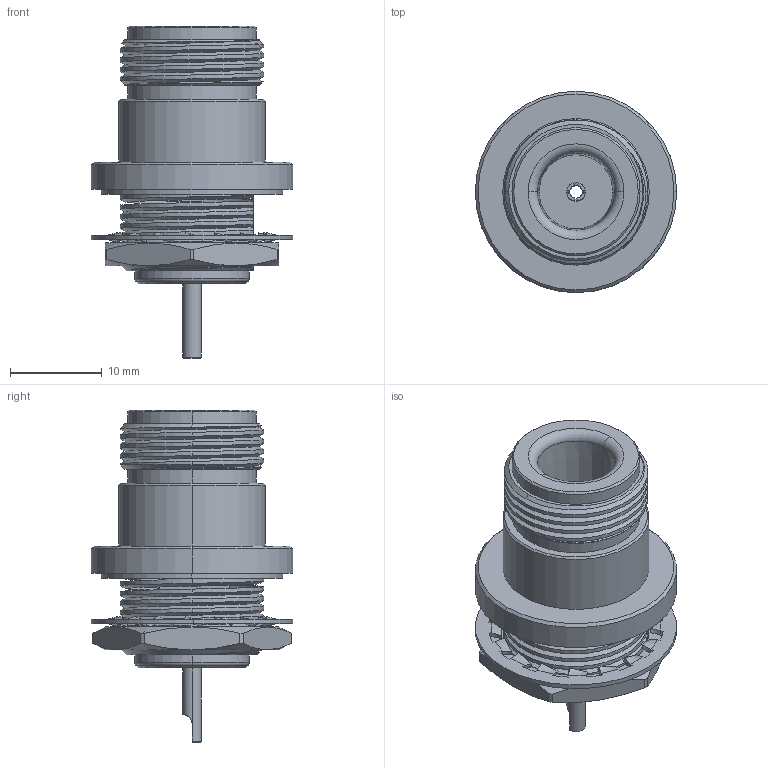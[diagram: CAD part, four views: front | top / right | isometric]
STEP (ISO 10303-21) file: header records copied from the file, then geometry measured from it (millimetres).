
FILE_DESCRIPTION (( 'STEP AP214' ), '1' );
FILE_NAME ('25-350-B6.STEP', '2025-02-27T20:01:46', ( '' ), ( '' ), 'SwSTEP 2.0', 'SolidWorks 2024', '' );
FILE_SCHEMA (( 'AUTOMOTIVE_DESIGN' ));
Length unit declared in the file: millimetre
Products named in the file (1): 25-350-B6
Bounding box: 22 x 22 x 36.27 mm (x, y, z)
Surface area: 3792 mm2 (no closed solid volume)
Topology: 0 solids, 10 shells, 247 faces, 745 edges, 487 vertices
Faces by surface type: bspline 74, plane 66, cylinder 59, cone 44, torus 4
Entity records: 15464 total; most frequent: CARTESIAN_POINT 9761, ORIENTED_EDGE 1312, DIRECTION 893, EDGE_CURVE 745, VERTEX_POINT 487, AXIS2_PLACEMENT_3D 341, B_SPLINE_CURVE_WITH_KNOTS 307, EDGE_LOOP 263
